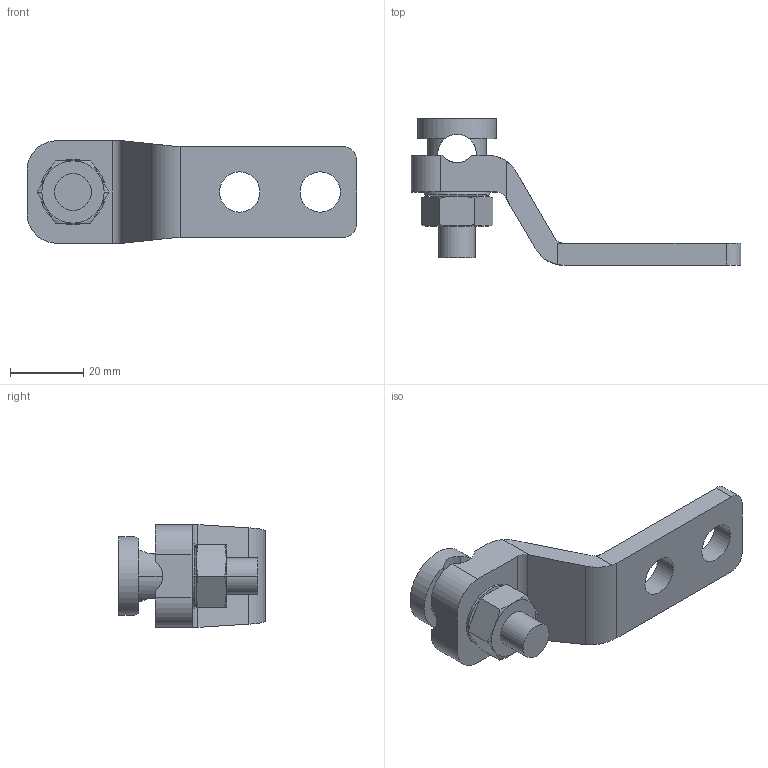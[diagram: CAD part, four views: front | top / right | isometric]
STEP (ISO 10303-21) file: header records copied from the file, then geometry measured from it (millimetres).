
FILE_DESCRIPTION (( 'STEP AP214' ), '1' );
FILE_NAME ('5304601.stp', '2022-02-11T10:16:53', ( '' ), ( '' ), 'SwSTEP 2.0', 'SolidWorks 2020', '' );
FILE_SCHEMA (( 'AUTOMOTIVE_DESIGN' ));
Length unit declared in the file: millimetre
Products named in the file (1): 5304601
Bounding box: 90 x 40 x 28 mm (x, y, z)
Volume: 21392.2 mm3; surface area: 11263 mm2
Topology: 4 solids, 4 shells, 89 faces, 227 edges, 144 vertices
Faces by surface type: plane 32, cylinder 31, torus 18, sphere 4, cone 4
Full cylindrical faces by diameter (mm): 21.5 x1
Entity records: 4959 total; most frequent: CARTESIAN_POINT 2550, ORIENTED_EDGE 450, DIRECTION 444, EDGE_CURVE 225, AXIS2_PLACEMENT_3D 181, VERTEX_POINT 143, EDGE_LOOP 100, CIRCLE 91
